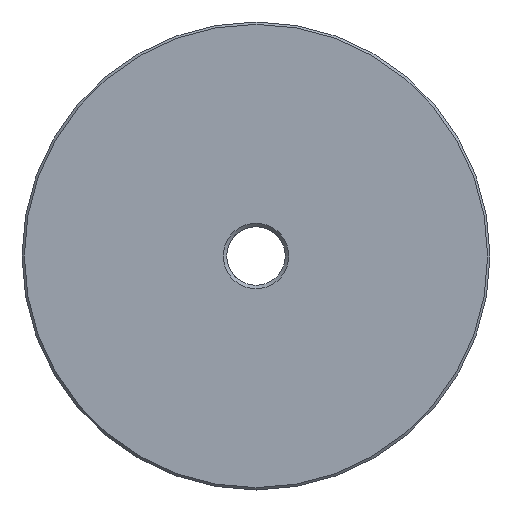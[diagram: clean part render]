
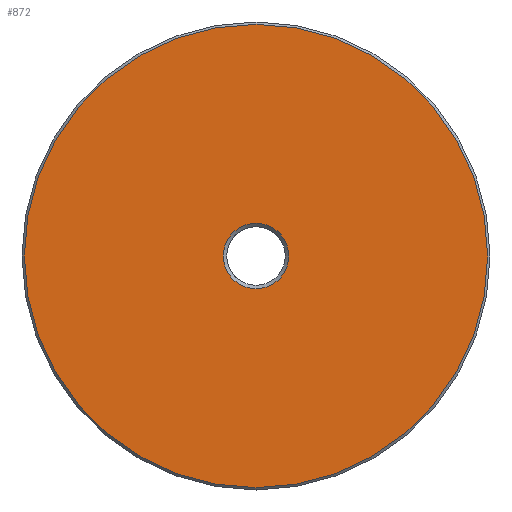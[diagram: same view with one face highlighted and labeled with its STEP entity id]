
A CAD part, front view. The second image highlights one B-rep face of the part: STEP entity #872.
In plain terms, the highlighted planar face has unit normal (0, -1, 0).
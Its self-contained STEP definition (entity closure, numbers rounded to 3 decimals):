
#792 = VERTEX_POINT('',#793);
#793 = CARTESIAN_POINT('',(0.,-5.5,2.8));
#801 = EDGE_CURVE('',#792,#792,#802,.T.);
#802 = CIRCLE('',#803,2.8);
#803 = AXIS2_PLACEMENT_3D('',#804,#805,#806);
#804 = CARTESIAN_POINT('',(0.,-5.5,0.));
#805 = DIRECTION('',(0.,1.,0.));
#806 = DIRECTION('',(0.,0.,1.));
#872 = ADVANCED_FACE('',(#873,#884),#887,.F.);
#873 = FACE_BOUND('',#874,.F.);
#874 = EDGE_LOOP('',(#875));
#875 = ORIENTED_EDGE('',*,*,#876,.T.);
#876 = EDGE_CURVE('',#877,#877,#879,.T.);
#877 = VERTEX_POINT('',#878);
#878 = CARTESIAN_POINT('',(0.,-5.5,19.8));
#879 = CIRCLE('',#880,19.8);
#880 = AXIS2_PLACEMENT_3D('',#881,#882,#883);
#881 = CARTESIAN_POINT('',(0.,-5.5,0.));
#882 = DIRECTION('',(0.,1.,0.));
#883 = DIRECTION('',(0.,0.,1.));
#884 = FACE_BOUND('',#885,.F.);
#885 = EDGE_LOOP('',(#886));
#886 = ORIENTED_EDGE('',*,*,#801,.F.);
#887 = PLANE('',#888);
#888 = AXIS2_PLACEMENT_3D('',#889,#890,#891);
#889 = CARTESIAN_POINT('',(0.,-5.5,0.));
#890 = DIRECTION('',(0.,1.,0.));
#891 = DIRECTION('',(0.,0.,1.));
